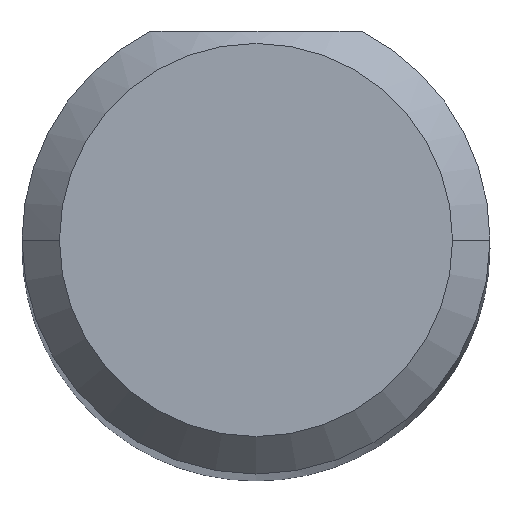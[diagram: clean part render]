
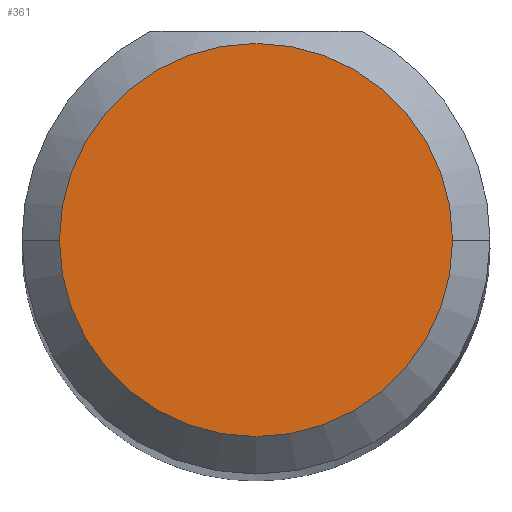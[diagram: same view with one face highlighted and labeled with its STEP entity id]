
A CAD part, top view. The second image highlights one B-rep face of the part: STEP entity #361.
In plain terms, the highlighted planar face has unit normal (0, 0, 1).
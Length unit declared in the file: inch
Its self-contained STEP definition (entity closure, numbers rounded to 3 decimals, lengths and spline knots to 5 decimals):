
#25 = AXIS2_PLACEMENT_3D ( 'NONE', #343, #355, #261 ) ;
#30 = VERTEX_POINT ( 'NONE', #494 ) ;
#34 = ORIENTED_EDGE ( 'NONE', *, *, #135, .T. ) ;
#48 = DIRECTION ( 'NONE',  ( 1., 0., 0. ) ) ;
#71 = EDGE_LOOP ( 'NONE', ( #34, #251 ) ) ;
#98 = DIRECTION ( 'NONE',  ( 0., 0., 1. ) ) ;
#109 = DIRECTION ( 'NONE',  ( 0., 0., 1. ) ) ;
#110 = VERTEX_POINT ( 'NONE', #456 ) ;
#135 = EDGE_CURVE ( 'NONE', #110, #30, #167, .T. ) ;
#167 = CIRCLE ( 'NONE', #259, 0.07875 ) ;
#181 = FACE_OUTER_BOUND ( 'NONE', #71, .T. ) ;
#227 = CARTESIAN_POINT ( 'NONE',  ( 0., 0., 2. ) ) ;
#251 = ORIENTED_EDGE ( 'NONE', *, *, #296, .T. ) ;
#259 = AXIS2_PLACEMENT_3D ( 'NONE', #227, #98, #48 ) ;
#261 = DIRECTION ( 'NONE',  ( 1., 0., 0. ) ) ;
#293 = CIRCLE ( 'NONE', #300, 0.07875 ) ;
#296 = EDGE_CURVE ( 'NONE', #30, #110, #293, .T. ) ;
#300 = AXIS2_PLACEMENT_3D ( 'NONE', #480, #109, #486 ) ;
#343 = CARTESIAN_POINT ( 'NONE',  ( 0., 0., 2. ) ) ;
#355 = DIRECTION ( 'NONE',  ( 0., 0., 1. ) ) ;
#361 = ADVANCED_FACE ( 'NONE', ( #181 ), #471, .T. ) ;
#456 = CARTESIAN_POINT ( 'NONE',  ( -0.07875, 0., 2. ) ) ;
#471 = PLANE ( 'NONE',  #25 ) ;
#480 = CARTESIAN_POINT ( 'NONE',  ( 0., 0., 2. ) ) ;
#486 = DIRECTION ( 'NONE',  ( 1., 0., 0. ) ) ;
#494 = CARTESIAN_POINT ( 'NONE',  ( 0.07875, 0., 2. ) ) ;
